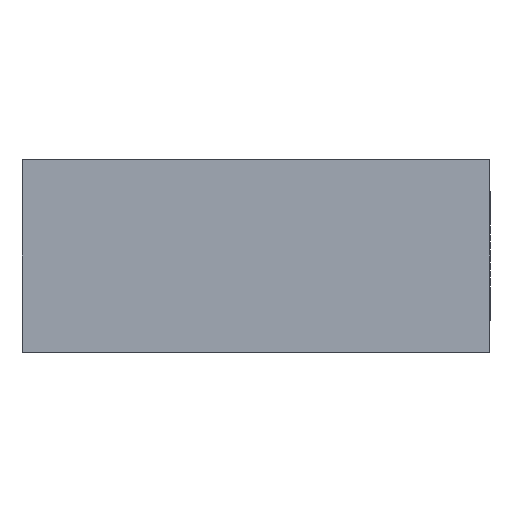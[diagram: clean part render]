
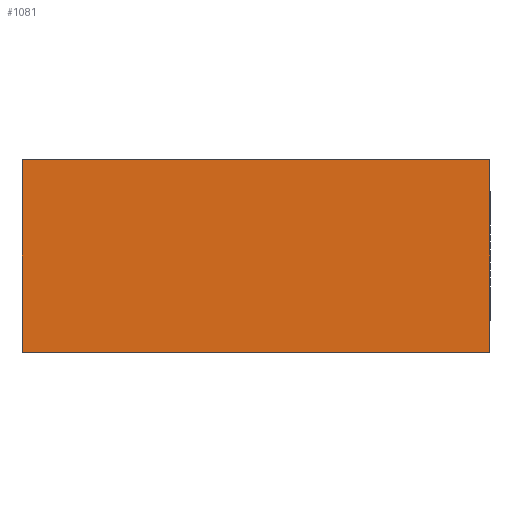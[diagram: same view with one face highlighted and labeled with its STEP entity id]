
A CAD part, left-side view. The second image highlights one B-rep face of the part: STEP entity #1081.
In plain terms, the highlighted planar face has unit normal (-1, 0, 0).
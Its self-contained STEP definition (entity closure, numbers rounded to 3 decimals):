
#1 = DIRECTION ( 'NONE',  ( 0., 0., 1. ) ) ;
#167 = VERTEX_POINT ( 'NONE', #3482 ) ;
#256 = CARTESIAN_POINT ( 'NONE',  ( -27.587, 0., 0.694 ) ) ;
#296 = DIRECTION ( 'NONE',  ( 0., -1., 0. ) ) ;
#356 = EDGE_CURVE ( 'NONE', #1756, #477, #2435, .T. ) ;
#477 = VERTEX_POINT ( 'NONE', #256 ) ;
#501 = EDGE_CURVE ( 'NONE', #167, #1756, #2004, .T. ) ;
#510 = CARTESIAN_POINT ( 'NONE',  ( -27.587, 17., -6.306 ) ) ;
#525 = VECTOR ( 'NONE', #2445, 1000. ) ;
#553 = VECTOR ( 'NONE', #1, 1000. ) ;
#749 = CARTESIAN_POINT ( 'NONE',  ( -27.587, 17., 0.694 ) ) ;
#994 = ORIENTED_EDGE ( 'NONE', *, *, #2264, .T. ) ;
#1081 = ADVANCED_FACE ( 'NONE', ( #2850 ), #2725, .F. ) ;
#1088 = ORIENTED_EDGE ( 'NONE', *, *, #501, .F. ) ;
#1091 = CARTESIAN_POINT ( 'NONE',  ( -27.587, 17., -6.306 ) ) ;
#1096 = CARTESIAN_POINT ( 'NONE',  ( -27.587, 0., -6.306 ) ) ;
#1356 = EDGE_LOOP ( 'NONE', ( #1707, #3530, #1088, #994 ) ) ;
#1659 = CARTESIAN_POINT ( 'NONE',  ( -27.587, 0., -6.306 ) ) ;
#1697 = VECTOR ( 'NONE', #2349, 1000. ) ;
#1707 = ORIENTED_EDGE ( 'NONE', *, *, #1884, .T. ) ;
#1756 = VERTEX_POINT ( 'NONE', #749 ) ;
#1884 = EDGE_CURVE ( 'NONE', #2873, #477, #2671, .T. ) ;
#2004 = LINE ( 'NONE', #1091, #525 ) ;
#2264 = EDGE_CURVE ( 'NONE', #167, #2873, #2457, .T. ) ;
#2349 = DIRECTION ( 'NONE',  ( 0., -1., 0. ) ) ;
#2435 = LINE ( 'NONE', #2760, #3075 ) ;
#2437 = DIRECTION ( 'NONE',  ( 1., 0., 0. ) ) ;
#2445 = DIRECTION ( 'NONE',  ( 0., 0., 1. ) ) ;
#2457 = LINE ( 'NONE', #3448, #1697 ) ;
#2671 = LINE ( 'NONE', #1659, #553 ) ;
#2725 = PLANE ( 'NONE',  #3249 ) ;
#2760 = CARTESIAN_POINT ( 'NONE',  ( -27.587, 17., 0.694 ) ) ;
#2850 = FACE_OUTER_BOUND ( 'NONE', #1356, .T. ) ;
#2873 = VERTEX_POINT ( 'NONE', #1096 ) ;
#3000 = DIRECTION ( 'NONE',  ( 0., 0., -1. ) ) ;
#3075 = VECTOR ( 'NONE', #296, 1000. ) ;
#3249 = AXIS2_PLACEMENT_3D ( 'NONE', #510, #2437, #3000 ) ;
#3448 = CARTESIAN_POINT ( 'NONE',  ( -27.587, 17., -6.306 ) ) ;
#3482 = CARTESIAN_POINT ( 'NONE',  ( -27.587, 17., -6.306 ) ) ;
#3530 = ORIENTED_EDGE ( 'NONE', *, *, #356, .F. ) ;
